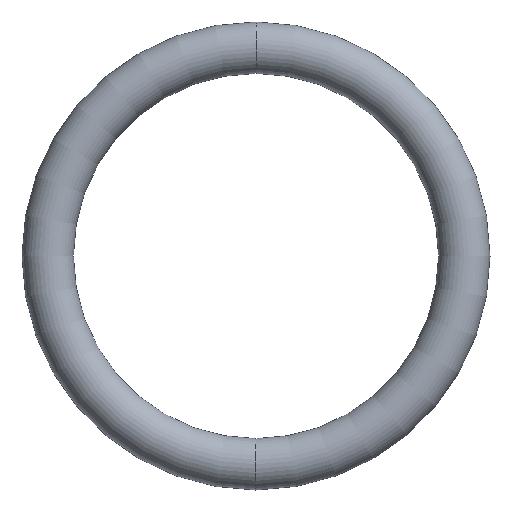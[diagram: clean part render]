
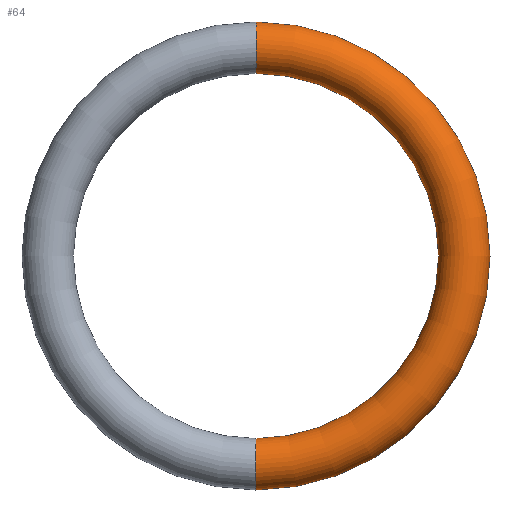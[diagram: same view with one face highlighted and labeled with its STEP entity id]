
A CAD part, left-side view. The second image highlights one B-rep face of the part: STEP entity #64.
In plain terms, the highlighted toroidal (fillet/blend) face has major radius 8.1 mm and minor radius 1 mm.
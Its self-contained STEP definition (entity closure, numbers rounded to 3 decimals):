
#9 = CIRCLE ( 'NONE', #141, 1. ) ;
#10 = VERTEX_POINT ( 'NONE', #73 ) ;
#12 = CIRCLE ( 'NONE', #95, 7.1 ) ;
#15 = CARTESIAN_POINT ( 'NONE',  ( -0.864, 0., -9.1 ) ) ;
#16 = CARTESIAN_POINT ( 'NONE',  ( -0.864, 0., 9.1 ) ) ;
#18 = AXIS2_PLACEMENT_3D ( 'NONE', #172, #21, #86 ) ;
#20 = DIRECTION ( 'NONE',  ( 0., 0., 1. ) ) ;
#21 = DIRECTION ( 'NONE',  ( -1., 0., 0. ) ) ;
#23 = CARTESIAN_POINT ( 'NONE',  ( -0.864, 0., 0. ) ) ;
#30 = EDGE_CURVE ( 'NONE', #152, #10, #9, .T. ) ;
#35 = DIRECTION ( 'NONE',  ( 0., -1., 0. ) ) ;
#36 = ORIENTED_EDGE ( 'NONE', *, *, #164, .F. ) ;
#39 = DIRECTION ( 'NONE',  ( 0., 0., 1. ) ) ;
#41 = DIRECTION ( 'NONE',  ( 0., 1., 0. ) ) ;
#53 = TOROIDAL_SURFACE ( 'NONE', #18, 8.1, 1. ) ;
#56 = CARTESIAN_POINT ( 'NONE',  ( -0.864, 0., -7.1 ) ) ;
#64 = ADVANCED_FACE ( 'NONE', ( #72 ), #53, .T. ) ;
#72 = FACE_OUTER_BOUND ( 'NONE', #116, .T. ) ;
#73 = CARTESIAN_POINT ( 'NONE',  ( -0.864, 0., 7.1 ) ) ;
#86 = DIRECTION ( 'NONE',  ( 0., 0., 1. ) ) ;
#88 = DIRECTION ( 'NONE',  ( -1., 0., 0. ) ) ;
#91 = AXIS2_PLACEMENT_3D ( 'NONE', #180, #41, #161 ) ;
#95 = AXIS2_PLACEMENT_3D ( 'NONE', #151, #131, #39 ) ;
#99 = DIRECTION ( 'NONE',  ( 0., 0., -1. ) ) ;
#101 = CARTESIAN_POINT ( 'NONE',  ( -0.864, 0., 8.1 ) ) ;
#113 = ORIENTED_EDGE ( 'NONE', *, *, #146, .F. ) ;
#114 = ORIENTED_EDGE ( 'NONE', *, *, #30, .T. ) ;
#116 = EDGE_LOOP ( 'NONE', ( #36, #128, #114, #113 ) ) ;
#128 = ORIENTED_EDGE ( 'NONE', *, *, #138, .T. ) ;
#129 = VERTEX_POINT ( 'NONE', #56 ) ;
#131 = DIRECTION ( 'NONE',  ( -1., 0., 0. ) ) ;
#138 = EDGE_CURVE ( 'NONE', #176, #152, #178, .T. ) ;
#141 = AXIS2_PLACEMENT_3D ( 'NONE', #101, #35, #99 ) ;
#145 = AXIS2_PLACEMENT_3D ( 'NONE', #23, #88, #20 ) ;
#146 = EDGE_CURVE ( 'NONE', #129, #10, #12, .T. ) ;
#151 = CARTESIAN_POINT ( 'NONE',  ( -0.864, 0., 0. ) ) ;
#152 = VERTEX_POINT ( 'NONE', #16 ) ;
#161 = DIRECTION ( 'NONE',  ( 0., 0., 1. ) ) ;
#164 = EDGE_CURVE ( 'NONE', #176, #129, #187, .T. ) ;
#172 = CARTESIAN_POINT ( 'NONE',  ( -0.864, 0., 0. ) ) ;
#176 = VERTEX_POINT ( 'NONE', #15 ) ;
#178 = CIRCLE ( 'NONE', #145, 9.1 ) ;
#180 = CARTESIAN_POINT ( 'NONE',  ( -0.864, 0., -8.1 ) ) ;
#187 = CIRCLE ( 'NONE', #91, 1. ) ;
